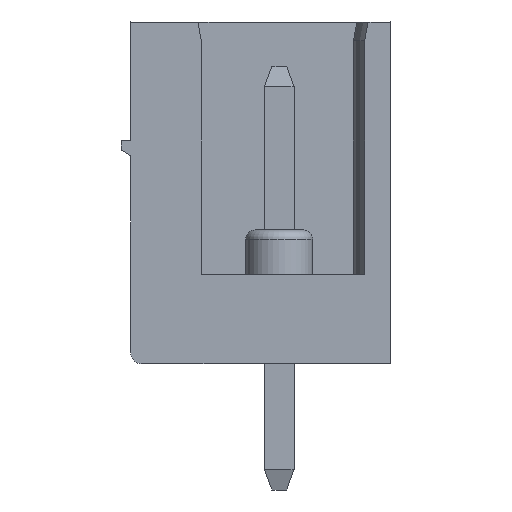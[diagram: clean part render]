
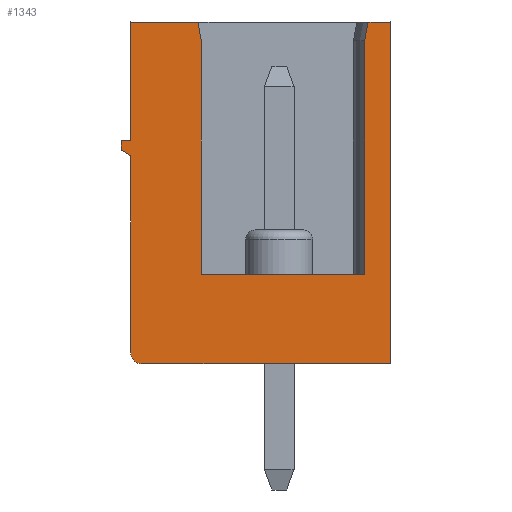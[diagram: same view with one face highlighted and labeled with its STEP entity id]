
A CAD part, left-side view. The second image highlights one B-rep face of the part: STEP entity #1343.
In plain terms, the highlighted planar face has unit normal (-1, 0, 0).
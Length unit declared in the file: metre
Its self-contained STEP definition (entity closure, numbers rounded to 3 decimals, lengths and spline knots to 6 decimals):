
#1343=ADVANCED_FACE('',(#3837),#3838,.F.);
#3837=FACE_OUTER_BOUND('',#7559,.T.);
#3838=PLANE('',#7560);
#7559=EDGE_LOOP('',(#11582,#11583,#11584,#11585,#11586,#11587,#11588,#11589,#11590,#11591,#11592,#11593,#11594,#11595,#11596));
#7560=AXIS2_PLACEMENT_3D('',#11597,#11598,#11599);
#11582=ORIENTED_EDGE('',*,*,#22326,.T.);
#11583=ORIENTED_EDGE('',*,*,#22327,.F.);
#11584=ORIENTED_EDGE('',*,*,#22328,.F.);
#11585=ORIENTED_EDGE('',*,*,#22329,.F.);
#11586=ORIENTED_EDGE('',*,*,#22274,.T.);
#11587=ORIENTED_EDGE('',*,*,#22181,.T.);
#11588=ORIENTED_EDGE('',*,*,#22142,.F.);
#11589=ORIENTED_EDGE('',*,*,#22310,.T.);
#11590=ORIENTED_EDGE('',*,*,#22232,.F.);
#11591=ORIENTED_EDGE('',*,*,#22330,.F.);
#11592=ORIENTED_EDGE('',*,*,#22331,.F.);
#11593=ORIENTED_EDGE('',*,*,#22332,.F.);
#11594=ORIENTED_EDGE('',*,*,#22333,.F.);
#11595=ORIENTED_EDGE('',*,*,#22334,.F.);
#11596=ORIENTED_EDGE('',*,*,#22335,.F.);
#11597=CARTESIAN_POINT('',(-1.086627,0.01086,0.000933));
#11598=DIRECTION('',(1.0,0.0,0.0));
#11599=DIRECTION('',(0.0,1.0,-0.0));
#22142=EDGE_CURVE('',#26457,#26459,#26460,.T.);
#22181=EDGE_CURVE('',#26526,#26459,#26527,.T.);
#22232=EDGE_CURVE('',#26600,#26602,#26603,.T.);
#22274=EDGE_CURVE('',#26660,#26526,#26661,.T.);
#22310=EDGE_CURVE('',#26457,#26602,#26707,.T.);
#22326=EDGE_CURVE('',#26724,#26725,#26726,.F.);
#22327=EDGE_CURVE('',#26727,#26725,#26728,.T.);
#22328=EDGE_CURVE('',#26729,#26727,#26730,.T.);
#22329=EDGE_CURVE('',#26660,#26729,#26731,.T.);
#22330=EDGE_CURVE('',#26732,#26600,#26733,.T.);
#22331=EDGE_CURVE('',#26734,#26732,#26735,.T.);
#22332=EDGE_CURVE('',#26736,#26734,#26737,.T.);
#22333=EDGE_CURVE('',#26738,#26736,#26739,.T.);
#22334=EDGE_CURVE('',#26740,#26738,#26741,.T.);
#22335=EDGE_CURVE('',#26724,#26740,#26742,.T.);
#26457=VERTEX_POINT('',#32740);
#26459=VERTEX_POINT('',#32743);
#26460=LINE('',#32744,#32745);
#26526=VERTEX_POINT('',#32841);
#26527=LINE('',#32842,#32843);
#26600=VERTEX_POINT('',#32952);
#26602=VERTEX_POINT('',#32955);
#26603=LINE('',#32956,#32957);
#26660=VERTEX_POINT('',#33041);
#26661=LINE('',#33042,#33043);
#26707=LINE('',#33114,#33115);
#26724=VERTEX_POINT('',#33139);
#26725=VERTEX_POINT('',#33140);
#26726=CIRCLE('',#33141,0.0003);
#26727=VERTEX_POINT('',#33142);
#26728=LINE('',#33143,#33144);
#26729=VERTEX_POINT('',#33145);
#26730=LINE('',#33146,#33147);
#26731=LINE('',#33148,#33149);
#26732=VERTEX_POINT('',#33150);
#26733=LINE('',#33151,#33152);
#26734=VERTEX_POINT('',#33153);
#26735=LINE('',#33154,#33155);
#26736=VERTEX_POINT('',#33156);
#26737=LINE('',#33157,#33158);
#26738=VERTEX_POINT('',#33159);
#26739=LINE('',#33160,#33161);
#26740=VERTEX_POINT('',#33162);
#26741=LINE('',#33163,#33164);
#26742=LINE('',#33165,#33166);
#32740=CARTESIAN_POINT('',(-1.086627,0.00896,-0.005867));
#32743=CARTESIAN_POINT('',(-1.086627,0.00456,-0.005867));
#32744=CARTESIAN_POINT('',(-1.086627,0.00386,-0.005867));
#32745=VECTOR('',#41975,1.0);
#32841=CARTESIAN_POINT('',(-1.086627,0.00456,0.000433));
#32842=CARTESIAN_POINT('',(-1.086627,0.00456,-0.005567));
#32843=VECTOR('',#42012,1.0);
#32952=CARTESIAN_POINT('',(-1.086627,0.009048,0.000933));
#32955=CARTESIAN_POINT('',(-1.086627,0.00896,0.000433));
#32956=CARTESIAN_POINT('',(-1.086627,0.009048,0.000933));
#32957=VECTOR('',#42053,1.0);
#33041=CARTESIAN_POINT('',(-1.086627,0.004471,0.000933));
#33042=CARTESIAN_POINT('',(-1.086627,0.005565,-0.005267));
#33043=VECTOR('',#42087,1.0);
#33114=CARTESIAN_POINT('',(-1.086627,0.00896,-0.005567));
#33115=VECTOR('',#42110,1.0);
#33139=CARTESIAN_POINT('',(-1.086627,0.01086,-0.007967));
#33140=CARTESIAN_POINT('',(-1.086627,0.01056,-0.008267));
#33141=AXIS2_PLACEMENT_3D('',#42121,#42122,#42123);
#33142=CARTESIAN_POINT('',(-1.086627,0.00386,-0.008267));
#33143=CARTESIAN_POINT('',(-1.086627,0.01056,-0.008267));
#33144=VECTOR('',#42124,1.0);
#33145=CARTESIAN_POINT('',(-1.086627,0.00386,0.000933));
#33146=CARTESIAN_POINT('',(-1.086627,0.00386,-0.008267));
#33147=VECTOR('',#42125,1.0);
#33148=CARTESIAN_POINT('',(-1.086627,0.00386,0.000933));
#33149=VECTOR('',#42126,1.0);
#33150=CARTESIAN_POINT('',(-1.086627,0.01086,0.000933));
#33151=CARTESIAN_POINT('',(-1.086627,0.00386,0.000933));
#33152=VECTOR('',#42127,1.0);
#33153=CARTESIAN_POINT('',(-1.086627,0.01086,-0.002267));
#33154=CARTESIAN_POINT('',(-1.086627,0.01086,0.000933));
#33155=VECTOR('',#42128,1.0);
#33156=CARTESIAN_POINT('',(-1.086627,0.01111,-0.002267));
#33157=CARTESIAN_POINT('',(-1.086627,0.01086,-0.002267));
#33158=VECTOR('',#42129,1.0);
#33159=CARTESIAN_POINT('',(-1.086627,0.01111,-0.002517));
#33160=CARTESIAN_POINT('',(-1.086627,0.01111,-0.002267));
#33161=VECTOR('',#42130,1.0);
#33162=CARTESIAN_POINT('',(-1.086627,0.01086,-0.002667));
#33163=CARTESIAN_POINT('',(-1.086627,0.01111,-0.002517));
#33164=VECTOR('',#42131,1.0);
#33165=CARTESIAN_POINT('',(-1.086627,0.01086,-0.002667));
#33166=VECTOR('',#42132,1.0);
#41975=DIRECTION('',(0.0,-1.0,0.));
#42012=DIRECTION('',(0.0,0.,-1.0));
#42053=DIRECTION('',(0.0,-0.174,-0.985));
#42087=DIRECTION('',(0.0,0.174,-0.985));
#42110=DIRECTION('',(0.0,0.,1.0));
#42121=CARTESIAN_POINT('',(-1.086627,0.01056,-0.007967));
#42122=DIRECTION('',(1.0,0.0,0.0));
#42123=DIRECTION('',(0.0,0.0,-1.0));
#42124=DIRECTION('',(0.0,1.0,0.));
#42125=DIRECTION('',(0.0,0.,-1.0));
#42126=DIRECTION('',(0.0,-1.0,0.));
#42127=DIRECTION('',(0.0,-1.0,0.));
#42128=DIRECTION('',(0.0,0.,1.0));
#42129=DIRECTION('',(0.0,-1.0,0.));
#42130=DIRECTION('',(0.0,0.,1.0));
#42131=DIRECTION('',(0.0,0.857,0.514));
#42132=DIRECTION('',(0.0,0.,1.0));
